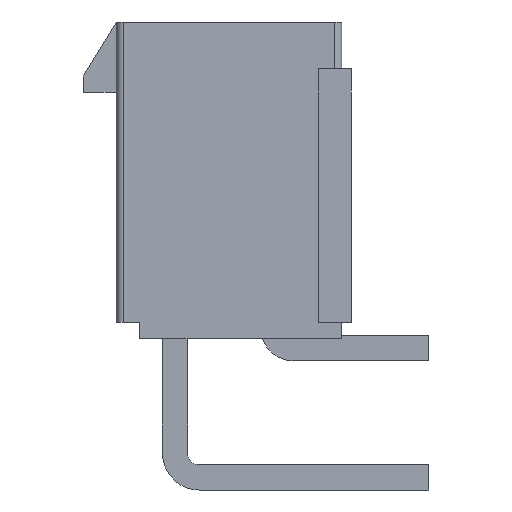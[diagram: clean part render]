
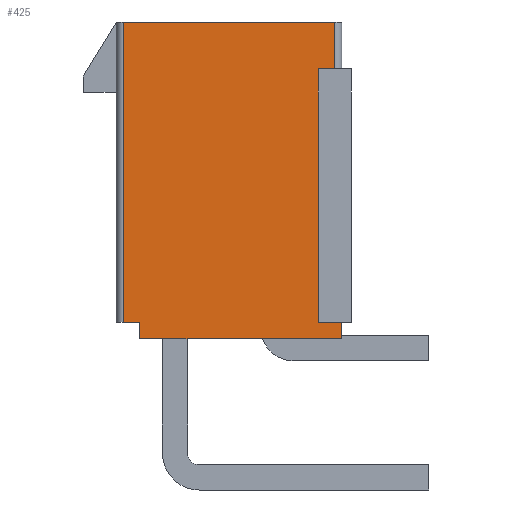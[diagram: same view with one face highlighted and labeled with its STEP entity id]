
A CAD part, left-side view. The second image highlights one B-rep face of the part: STEP entity #425.
In plain terms, the highlighted planar face has unit normal (-1, 0, 0).
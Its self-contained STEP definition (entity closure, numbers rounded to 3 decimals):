
#46 = VECTOR ( 'NONE', #214, 1000. ) ;
#52 = DIRECTION ( 'NONE',  ( 0., 0., -1. ) ) ;
#160 = EDGE_CURVE ( 'NONE', #2647, #388, #987, .T. ) ;
#180 = CARTESIAN_POINT ( 'NONE',  ( -2.7, 9., -12.8 ) ) ;
#214 = DIRECTION ( 'NONE',  ( 0., 0., -1. ) ) ;
#281 = FACE_OUTER_BOUND ( 'NONE', #1546, .T. ) ;
#301 = CARTESIAN_POINT ( 'NONE',  ( -2.7, 0.4, -13.5 ) ) ;
#385 = CARTESIAN_POINT ( 'NONE',  ( -2.7, 9., -12.8 ) ) ;
#388 = VERTEX_POINT ( 'NONE', #1132 ) ;
#417 = VECTOR ( 'NONE', #1831, 1000. ) ;
#420 = CARTESIAN_POINT ( 'NONE',  ( -2.7, 9., -12.8 ) ) ;
#425 = ADVANCED_FACE ( 'NONE', ( #281 ), #2609, .T. ) ;
#432 = ORIENTED_EDGE ( 'NONE', *, *, #2690, .F. ) ;
#439 = CARTESIAN_POINT ( 'NONE',  ( -2.7, 0.7, 0. ) ) ;
#456 = LINE ( 'NONE', #2501, #2681 ) ;
#483 = CARTESIAN_POINT ( 'NONE',  ( -2.7, 1.4, -2. ) ) ;
#683 = CARTESIAN_POINT ( 'NONE',  ( -2.7, 0.7, -2. ) ) ;
#686 = EDGE_CURVE ( 'NONE', #2005, #2645, #719, .T. ) ;
#717 = DIRECTION ( 'NONE',  ( -1., 0., 0. ) ) ;
#719 = LINE ( 'NONE', #761, #2040 ) ;
#761 = CARTESIAN_POINT ( 'NONE',  ( -2.7, 0.7, -2. ) ) ;
#770 = VECTOR ( 'NONE', #52, 1000. ) ;
#866 = CARTESIAN_POINT ( 'NONE',  ( -2.7, 1.4, -2. ) ) ;
#910 = CARTESIAN_POINT ( 'NONE',  ( -2.7, 0.7, -2. ) ) ;
#985 = CARTESIAN_POINT ( 'NONE',  ( -2.7, 9.7, -12.8 ) ) ;
#987 = LINE ( 'NONE', #180, #417 ) ;
#1051 = VECTOR ( 'NONE', #2171, 1000. ) ;
#1129 = LINE ( 'NONE', #483, #770 ) ;
#1132 = CARTESIAN_POINT ( 'NONE',  ( -2.7, 9., -13.5 ) ) ;
#1163 = DIRECTION ( 'NONE',  ( 0., 1., 0. ) ) ;
#1183 = ORIENTED_EDGE ( 'NONE', *, *, #1601, .T. ) ;
#1251 = DIRECTION ( 'NONE',  ( 0., 0., 1. ) ) ;
#1277 = EDGE_CURVE ( 'NONE', #2251, #1899, #456, .T. ) ;
#1335 = ORIENTED_EDGE ( 'NONE', *, *, #160, .T. ) ;
#1398 = DIRECTION ( 'NONE',  ( 0., 0., 1. ) ) ;
#1441 = LINE ( 'NONE', #2649, #2700 ) ;
#1455 = LINE ( 'NONE', #1534, #46 ) ;
#1481 = CARTESIAN_POINT ( 'NONE',  ( -2.7, 1.4, -12.8 ) ) ;
#1534 = CARTESIAN_POINT ( 'NONE',  ( -2.7, 0.4, -12.8 ) ) ;
#1546 = EDGE_LOOP ( 'NONE', ( #1659, #1183, #1863, #1886, #2743, #1335, #2497, #432, #1741, #2025 ) ) ;
#1601 = EDGE_CURVE ( 'NONE', #2005, #1701, #2563, .T. ) ;
#1606 = VECTOR ( 'NONE', #2726, 1000. ) ;
#1614 = CARTESIAN_POINT ( 'NONE',  ( -2.7, 0.7, 0. ) ) ;
#1633 = EDGE_CURVE ( 'NONE', #2138, #388, #1441, .T. ) ;
#1659 = ORIENTED_EDGE ( 'NONE', *, *, #686, .F. ) ;
#1701 = VERTEX_POINT ( 'NONE', #1614 ) ;
#1737 = LINE ( 'NONE', #385, #1606 ) ;
#1741 = ORIENTED_EDGE ( 'NONE', *, *, #1277, .T. ) ;
#1760 = VECTOR ( 'NONE', #1251, 1000. ) ;
#1823 = EDGE_CURVE ( 'NONE', #2647, #2201, #1737, .T. ) ;
#1831 = DIRECTION ( 'NONE',  ( 0., 0., -1. ) ) ;
#1863 = ORIENTED_EDGE ( 'NONE', *, *, #2071, .T. ) ;
#1886 = ORIENTED_EDGE ( 'NONE', *, *, #2603, .F. ) ;
#1899 = VERTEX_POINT ( 'NONE', #1481 ) ;
#1996 = DIRECTION ( 'NONE',  ( 0., 0., 1. ) ) ;
#2005 = VERTEX_POINT ( 'NONE', #683 ) ;
#2008 = VECTOR ( 'NONE', #1398, 1000. ) ;
#2025 = ORIENTED_EDGE ( 'NONE', *, *, #2135, .F. ) ;
#2040 = VECTOR ( 'NONE', #2521, 1000. ) ;
#2071 = EDGE_CURVE ( 'NONE', #1701, #2575, #2412, .T. ) ;
#2098 = CARTESIAN_POINT ( 'NONE',  ( -2.7, 9.7, 0. ) ) ;
#2135 = EDGE_CURVE ( 'NONE', #2645, #1899, #1129, .T. ) ;
#2138 = VERTEX_POINT ( 'NONE', #301 ) ;
#2171 = DIRECTION ( 'NONE',  ( 0., 1., 0. ) ) ;
#2201 = VERTEX_POINT ( 'NONE', #985 ) ;
#2230 = CARTESIAN_POINT ( 'NONE',  ( -2.7, 0.4, 0. ) ) ;
#2242 = CARTESIAN_POINT ( 'NONE',  ( -2.7, 0.4, -12.8 ) ) ;
#2251 = VERTEX_POINT ( 'NONE', #2242 ) ;
#2277 = DIRECTION ( 'NONE',  ( 0., 1., 0. ) ) ;
#2319 = LINE ( 'NONE', #2515, #1760 ) ;
#2412 = LINE ( 'NONE', #439, #1051 ) ;
#2497 = ORIENTED_EDGE ( 'NONE', *, *, #1633, .F. ) ;
#2501 = CARTESIAN_POINT ( 'NONE',  ( -2.7, 0.4, -12.8 ) ) ;
#2515 = CARTESIAN_POINT ( 'NONE',  ( -2.7, 9.7, -12.8 ) ) ;
#2521 = DIRECTION ( 'NONE',  ( 0., 1., 0. ) ) ;
#2563 = LINE ( 'NONE', #910, #2008 ) ;
#2575 = VERTEX_POINT ( 'NONE', #2098 ) ;
#2603 = EDGE_CURVE ( 'NONE', #2201, #2575, #2319, .T. ) ;
#2609 = PLANE ( 'NONE',  #2623 ) ;
#2623 = AXIS2_PLACEMENT_3D ( 'NONE', #2230, #717, #1996 ) ;
#2645 = VERTEX_POINT ( 'NONE', #866 ) ;
#2647 = VERTEX_POINT ( 'NONE', #420 ) ;
#2649 = CARTESIAN_POINT ( 'NONE',  ( -2.7, 0.4, -13.5 ) ) ;
#2681 = VECTOR ( 'NONE', #2277, 1000. ) ;
#2690 = EDGE_CURVE ( 'NONE', #2251, #2138, #1455, .T. ) ;
#2700 = VECTOR ( 'NONE', #1163, 1000. ) ;
#2726 = DIRECTION ( 'NONE',  ( 0., 1., 0. ) ) ;
#2743 = ORIENTED_EDGE ( 'NONE', *, *, #1823, .F. ) ;
